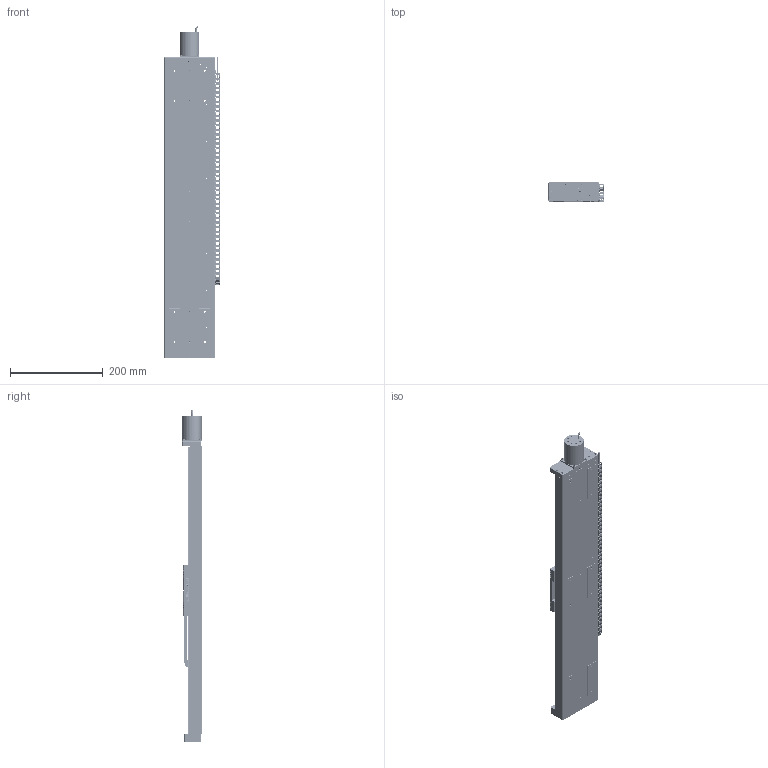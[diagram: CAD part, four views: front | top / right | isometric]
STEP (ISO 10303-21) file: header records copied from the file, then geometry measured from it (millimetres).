
FILE_DESCRIPTION (( 'STEP AP214' ), '1' );
FILE_NAME ('PPS-110-24X19.STEP', '2023-03-03T00:49:02', ( '' ), ( '' ), 'SwSTEP 2.0', 'SolidWorks 2020', '' );
FILE_SCHEMA (( 'AUTOMOTIVE_DESIGN' ));
Length unit declared in the file: millimetre
Products named in the file (62): Cable Chain exit cable_MOTOR+LIMIT VACUUM; PPS-110-24X19; 45; 39; 1; 51; PPS-110 Base Demo Assembly_2022_500mm Travel Stepper Motor, Phytron, UHV ; Screw, SHCS-S, M-DIN._M3 x 0.5 x 08mm; 34; Screw, SHCS-S, M-DIN._M3 x 0.5 x 18mm; 49; 26; 50; 37; 38; 56; 54; 110268 Motor, Phytron, VSS42.200, 1.2A, 4 Leads, 2m Wires, UHV; 53; 46; 130242 Bearing, Slide Rail, PPS-110 (SEBS9B Slide); 29; 430802 PPS-110, End Plate, Motor Side, S17 Vacuum Stepper Motor_Without Cover; 24; 430866 PPS-110, End Plate, Bearing Side, No Cover, Stepper Motor_Without cover; IGUS E3-3 7w 15br_500mm; 47; 5; 33; 430710 PPS-110, Carriage, L110, Linear and Stepper Motor; 31; 35; 28; 130242 Bearing, Slide Rail, PPS-110 (SEBS9B Track)_500mm; Screw, SHCS-S, M-DIN._M3 x 0.5 x 10mm; PPS-110 Carriage Demo Assembly_2022_Stepper Motor Carriage (Leadscrew); Screw, SHCS-S, M-DIN._M3 x 0.5 x 12mm; 3; 40; 36 ...
Assembly tree (177 placements, depth 3):
  PPS-110-24X19
    PPS-110 Base Demo Assembly_2022_500mm Travel Stepper Motor, Phytron, UHV 
      PPS-110, Base, Master Part_500mm Stepper & Piezo
      Screw, SHCS-S, M-DIN._M3 x 0.5 x 08mm  x62
      130242 Bearing, Slide Rail, PPS-110 (SEBS9B Track)_500mm  x2
      430866 PPS-110, End Plate, Bearing Side, No Cover, Stepper Motor_Without cover
      Screw, SHCS-S, M-DIN._M3 x 0.5 x 18mm  x4
      430802 PPS-110, End Plate, Motor Side, S17 Vacuum Stepper Motor_Without Cover
      Screw, SHCS-S, M-DIN._M3 x 0.5 x 12mm  x4
      110268 Motor, Phytron, VSS42.200, 1.2A, 4 Leads, 2m Wires, UHV
      Screw, SHCS-S, M-DIN._M3 x 0.5 x 10mm  x4
    PPS-110 Carriage Demo Assembly_2022_Stepper Motor Carriage (Leadscrew)
      430710 PPS-110, Carriage, L110, Linear and Stepper Motor
      430714 PPS-110, Carriage Cable Cover
      SCREW, MS-PPH, M-JCIS 1_M1.6 x 0.35 x 3mm  x10
      130242 Bearing, Slide Rail, PPS-110 (SEBS9B Slide)  x4
      Screw, SHCS-L, M-DIN_M3 x 0.5 x 06mm  x16
    IGUS E3-3 7w 15br_500mm
      1
      2
      3
      4
      5
      20
      21
      22
      23
      24
      25
      26
      27
      28
      29
      30
      31
      32
      33
      34
      35
      36
      37
      38
      39
      40
      41
      42
      43
      44
      45
      46
      47
      48
      53
      49
      50
      51
      52
      54
      55
      56
Bounding box: 120.95 x 42.6 x 715.6 mm (x, y, z)
Volume: 1233444.5 mm3; surface area: 397378.6 mm2
Topology: 174 solids, 174 shells, 7860 faces, 18949 edges, 11771 vertices
Faces by surface type: plane 3934, cylinder 2560, torus 780, cone 584, bspline 2
Entity records: 145490 total; most frequent: DIRECTION 21534, CARTESIAN_POINT 20627, ORIENTED_EDGE 19598, EDGE_CURVE 9799, AXIS2_PLACEMENT_3D 7760, VERTEX_POINT 6377, LINE 6014, VECTOR 6014
